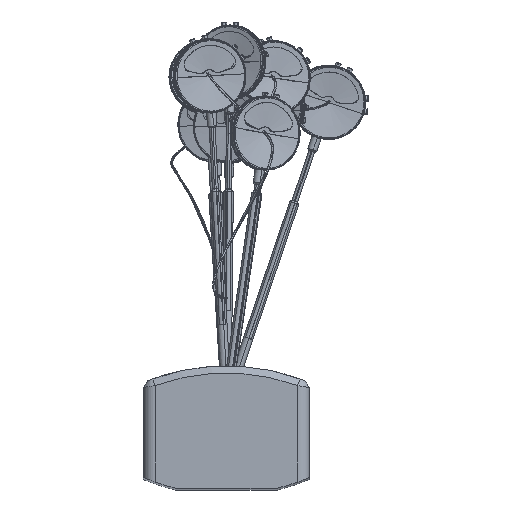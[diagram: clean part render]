
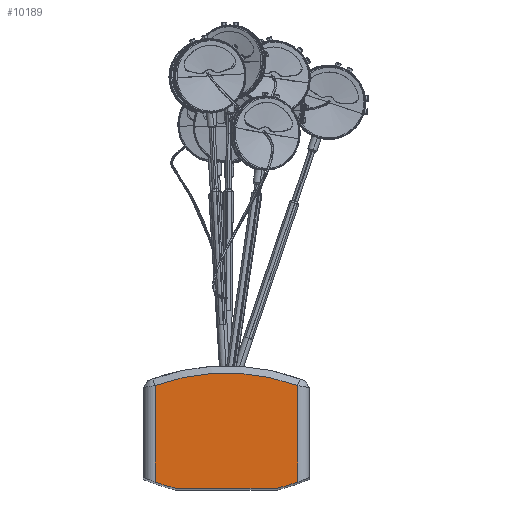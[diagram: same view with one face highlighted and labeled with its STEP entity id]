
A CAD part, top view. The second image highlights one B-rep face of the part: STEP entity #10189.
In plain terms, the highlighted planar face has unit normal (0, 0, 1).
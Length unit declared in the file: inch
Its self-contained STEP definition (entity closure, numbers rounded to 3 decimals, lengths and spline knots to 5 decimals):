
#93 = CARTESIAN_POINT ( 'NONE',  ( -1.07064, -1.225, 20. ) ) ;
#377 = CARTESIAN_POINT ( 'NONE',  ( 1.5, -3.14578, 20. ) ) ;
#988 = VERTEX_POINT ( 'NONE', #3881 ) ;
#1041 = CARTESIAN_POINT ( 'NONE',  ( 0., -3.14578, 20. ) ) ;
#1176 = DIRECTION ( 'NONE',  ( 1., 0., 0. ) ) ;
#1213 = EDGE_CURVE ( 'NONE', #8114, #11394, #7534, .T. ) ;
#2538 = CIRCLE ( 'NONE', #6791, 4.5 ) ;
#2990 = CARTESIAN_POINT ( 'NONE',  ( -1.5, 0.93742, 20. ) ) ;
#3451 = CARTESIAN_POINT ( 'NONE',  ( 0., -3.14578, 20. ) ) ;
#3515 = AXIS2_PLACEMENT_3D ( 'NONE', #6828, #13124, #14306 ) ;
#3531 = DIRECTION ( 'NONE',  ( -1., 0., 0. ) ) ;
#3535 = CARTESIAN_POINT ( 'NONE',  ( -1.5, -3.14578, 20. ) ) ;
#3616 = DIRECTION ( 'NONE',  ( 0., 0., 1. ) ) ;
#3881 = CARTESIAN_POINT ( 'NONE',  ( 1.5, -1.09686, 20. ) ) ;
#4439 = LINE ( 'NONE', #3535, #9246 ) ;
#4622 = VECTOR ( 'NONE', #14082, 39.37008 ) ;
#4677 = EDGE_CURVE ( 'NONE', #7874, #12434, #8974, .T. ) ;
#5230 = CARTESIAN_POINT ( 'NONE',  ( 1.5, 0.93742, 20. ) ) ;
#5431 = ORIENTED_EDGE ( 'NONE', *, *, #13668, .T. ) ;
#5651 = AXIS2_PLACEMENT_3D ( 'NONE', #3451, #3616, #3531 ) ;
#5828 = EDGE_CURVE ( 'NONE', #988, #8114, #10439, .T. ) ;
#6162 = CIRCLE ( 'NONE', #3515, 4.5 ) ;
#6791 = AXIS2_PLACEMENT_3D ( 'NONE', #14324, #11737, #1176 ) ;
#6828 = CARTESIAN_POINT ( 'NONE',  ( 0., 3.14578, 20. ) ) ;
#7371 = ORIENTED_EDGE ( 'NONE', *, *, #4677, .T. ) ;
#7379 = DIRECTION ( 'NONE',  ( 0., -1., 0. ) ) ;
#7534 = CIRCLE ( 'NONE', #5651, 4.35 ) ;
#7874 = VERTEX_POINT ( 'NONE', #11773 ) ;
#8114 = VERTEX_POINT ( 'NONE', #5230 ) ;
#8749 = DIRECTION ( 'NONE',  ( 0., 0., -1. ) ) ;
#8823 = VERTEX_POINT ( 'NONE', #11738 ) ;
#8974 = LINE ( 'NONE', #93, #4622 ) ;
#9246 = VECTOR ( 'NONE', #7379, 39.37008 ) ;
#9332 = ORIENTED_EDGE ( 'NONE', *, *, #13017, .T. ) ;
#9925 = FACE_OUTER_BOUND ( 'NONE', #11478, .T. ) ;
#10189 = ADVANCED_FACE ( 'NONE', ( #9925 ), #14955, .F. ) ;
#10439 = LINE ( 'NONE', #377, #12940 ) ;
#11078 = EDGE_CURVE ( 'NONE', #12434, #988, #2538, .T. ) ;
#11394 = VERTEX_POINT ( 'NONE', #2990 ) ;
#11478 = EDGE_LOOP ( 'NONE', ( #13432, #12073, #9332, #5431, #7371, #13577 ) ) ;
#11737 = DIRECTION ( 'NONE',  ( 0., 0., 1. ) ) ;
#11738 = CARTESIAN_POINT ( 'NONE',  ( -1.5, -1.09686, 20. ) ) ;
#11773 = CARTESIAN_POINT ( 'NONE',  ( -1.07064, -1.225, 20. ) ) ;
#12073 = ORIENTED_EDGE ( 'NONE', *, *, #1213, .T. ) ;
#12434 = VERTEX_POINT ( 'NONE', #12549 ) ;
#12549 = CARTESIAN_POINT ( 'NONE',  ( 1.07064, -1.225, 20. ) ) ;
#12940 = VECTOR ( 'NONE', #15534, 39.37008 ) ;
#13017 = EDGE_CURVE ( 'NONE', #11394, #8823, #4439, .T. ) ;
#13124 = DIRECTION ( 'NONE',  ( 0., 0., 1. ) ) ;
#13432 = ORIENTED_EDGE ( 'NONE', *, *, #5828, .T. ) ;
#13577 = ORIENTED_EDGE ( 'NONE', *, *, #11078, .T. ) ;
#13668 = EDGE_CURVE ( 'NONE', #8823, #7874, #6162, .T. ) ;
#14027 = AXIS2_PLACEMENT_3D ( 'NONE', #1041, #8749, #15036 ) ;
#14082 = DIRECTION ( 'NONE',  ( 1., 0., 0. ) ) ;
#14306 = DIRECTION ( 'NONE',  ( 1., 0., 0. ) ) ;
#14324 = CARTESIAN_POINT ( 'NONE',  ( 0., 3.14578, 20. ) ) ;
#14955 = PLANE ( 'NONE',  #14027 ) ;
#15036 = DIRECTION ( 'NONE',  ( -1., 0., 0. ) ) ;
#15534 = DIRECTION ( 'NONE',  ( 0., 1., 0. ) ) ;
